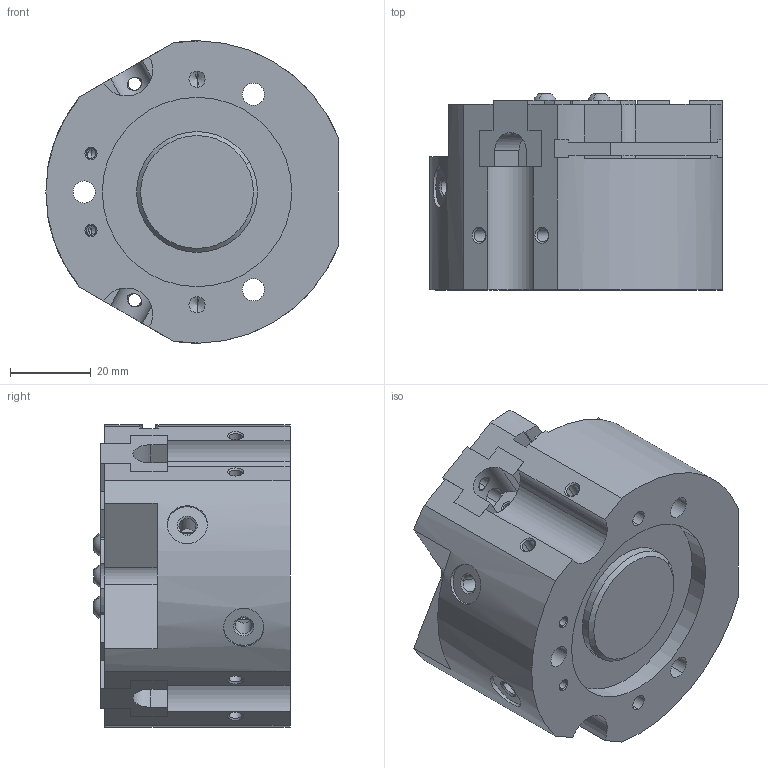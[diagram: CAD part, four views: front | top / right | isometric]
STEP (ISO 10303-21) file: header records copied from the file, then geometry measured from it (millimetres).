
FILE_DESCRIPTION( ( '' ), '1' );
FILE_NAME( 'dts307_dt307aaa_0_2_14a.stp', '2010-10-25T12:26:03', ( '' ), ( '' ), ' ', ' ', ' ' );
FILE_SCHEMA( ( 'automotive_design' ) );
Length unit declared in the file: millimetre
Products named in the file (4): 1; 2; 3; 4
Bounding box: 72.5 x 48.65 x 74.99 mm (x, y, z)
Volume: 165966.1 mm3; surface area: 37956.5 mm2
Topology: 4 solids, 4 shells, 327 faces, 874 edges, 540 vertices
Faces by surface type: plane 154, cylinder 93, cone 74, torus 6
Entity records: 20426 total; most frequent: CARTESIAN_POINT 2660, STYLED_ITEM 1713, PRESENTATION_STYLE_ASSIGNMENT 1713, COLOUR_RGB 1713, DIRECTION 1712, ORIENTED_EDGE 1684, EDGE_CURVE 842, CURVE_STYLE 842
